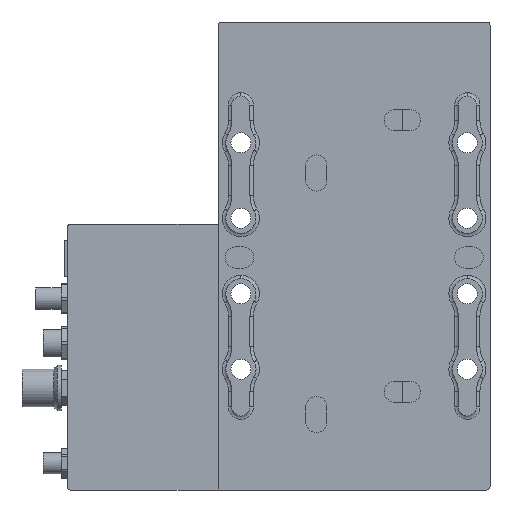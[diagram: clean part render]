
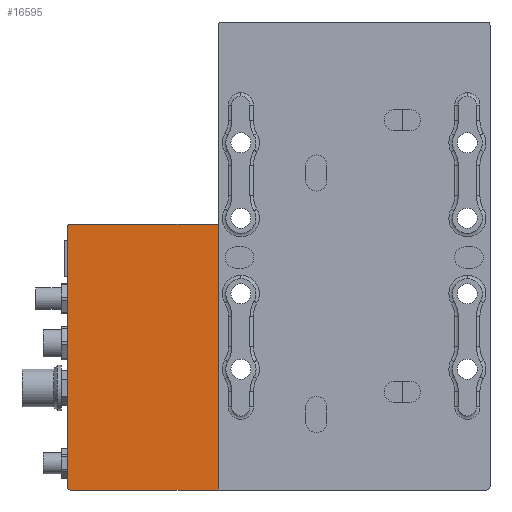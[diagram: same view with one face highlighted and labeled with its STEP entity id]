
A CAD part, front view. The second image highlights one B-rep face of the part: STEP entity #16595.
In plain terms, the highlighted planar face has unit normal (0, -1, 0).
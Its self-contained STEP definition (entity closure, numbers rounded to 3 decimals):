
#107 = VERTEX_POINT ( 'NONE', #2498 ) ;
#417 = CARTESIAN_POINT ( 'NONE',  ( -94., 0.5, 9.5 ) ) ;
#508 = DIRECTION ( 'NONE',  ( 0., -1., 0. ) ) ;
#1928 = CARTESIAN_POINT ( 'NONE',  ( -95., 0.5, 10.5 ) ) ;
#2237 = CARTESIAN_POINT ( 'NONE',  ( -95., 0.5, 10.5 ) ) ;
#2423 = VERTEX_POINT ( 'NONE', #5590 ) ;
#2498 = CARTESIAN_POINT ( 'NONE',  ( -94., 0.5, 10.5 ) ) ;
#3185 = EDGE_CURVE ( 'NONE', #13971, #107, #10327, .T. ) ;
#3751 = CARTESIAN_POINT ( 'NONE',  ( -95., 0.5, -77.5 ) ) ;
#4531 = LINE ( 'NONE', #16925, #12913 ) ;
#5491 = PLANE ( 'NONE',  #15795 ) ;
#5590 = CARTESIAN_POINT ( 'NONE',  ( -95., 0.5, 9.5 ) ) ;
#5603 = CARTESIAN_POINT ( 'NONE',  ( -94., 0.5, -77.5 ) ) ;
#6690 = CARTESIAN_POINT ( 'NONE',  ( -45., 0.5, 10.5 ) ) ;
#7955 = DIRECTION ( 'NONE',  ( 0., 0., -1. ) ) ;
#8015 = EDGE_CURVE ( 'NONE', #10624, #11570, #16340, .T. ) ;
#8670 = VECTOR ( 'NONE', #13838, 1000. ) ;
#8799 = EDGE_CURVE ( 'NONE', #107, #2423, #15177, .T. ) ;
#8901 = EDGE_CURVE ( 'NONE', #10746, #11570, #17137, .T. ) ;
#9582 = VECTOR ( 'NONE', #11622, 1000. ) ;
#9612 = AXIS2_PLACEMENT_3D ( 'NONE', #417, #15985, #9827 ) ;
#9827 = DIRECTION ( 'NONE',  ( 1., 0., 0. ) ) ;
#10226 = EDGE_CURVE ( 'NONE', #2423, #10746, #12595, .T. ) ;
#10317 = ORIENTED_EDGE ( 'NONE', *, *, #10941, .F. ) ;
#10327 = LINE ( 'NONE', #18415, #8670 ) ;
#10520 = ORIENTED_EDGE ( 'NONE', *, *, #8015, .F. ) ;
#10624 = VERTEX_POINT ( 'NONE', #15136 ) ;
#10746 = VERTEX_POINT ( 'NONE', #16426 ) ;
#10941 = EDGE_CURVE ( 'NONE', #13971, #10624, #4531, .T. ) ;
#11488 = EDGE_LOOP ( 'NONE', ( #16671, #12481, #10520, #10317, #19857, #19088 ) ) ;
#11570 = VERTEX_POINT ( 'NONE', #5603 ) ;
#11622 = DIRECTION ( 'NONE',  ( -1., 0., 0. ) ) ;
#11861 = FACE_OUTER_BOUND ( 'NONE', #11488, .T. ) ;
#12481 = ORIENTED_EDGE ( 'NONE', *, *, #8901, .T. ) ;
#12595 = LINE ( 'NONE', #1928, #17134 ) ;
#12913 = VECTOR ( 'NONE', #18749, 1000. ) ;
#13602 = DIRECTION ( 'NONE',  ( 0., -1., 0. ) ) ;
#13838 = DIRECTION ( 'NONE',  ( -1., 0., 0. ) ) ;
#13971 = VERTEX_POINT ( 'NONE', #6690 ) ;
#15136 = CARTESIAN_POINT ( 'NONE',  ( -45., 0.5, -77.5 ) ) ;
#15177 = CIRCLE ( 'NONE', #9612, 1. ) ;
#15795 = AXIS2_PLACEMENT_3D ( 'NONE', #2237, #13602, #16373 ) ;
#15985 = DIRECTION ( 'NONE',  ( 0., -1., 0. ) ) ;
#16340 = LINE ( 'NONE', #3751, #9582 ) ;
#16373 = DIRECTION ( 'NONE',  ( 1., 0., 0. ) ) ;
#16426 = CARTESIAN_POINT ( 'NONE',  ( -95., 0.5, -76.5 ) ) ;
#16595 = ADVANCED_FACE ( 'NONE', ( #11861 ), #5491, .T. ) ;
#16671 = ORIENTED_EDGE ( 'NONE', *, *, #10226, .T. ) ;
#16925 = CARTESIAN_POINT ( 'NONE',  ( -45., 0.5, 10.5 ) ) ;
#17134 = VECTOR ( 'NONE', #7955, 1000. ) ;
#17137 = CIRCLE ( 'NONE', #18757, 1. ) ;
#17905 = DIRECTION ( 'NONE',  ( 1., 0., 0. ) ) ;
#18415 = CARTESIAN_POINT ( 'NONE',  ( -95., 0.5, 10.5 ) ) ;
#18749 = DIRECTION ( 'NONE',  ( 0., 0., -1. ) ) ;
#18757 = AXIS2_PLACEMENT_3D ( 'NONE', #19422, #508, #17905 ) ;
#19088 = ORIENTED_EDGE ( 'NONE', *, *, #8799, .T. ) ;
#19422 = CARTESIAN_POINT ( 'NONE',  ( -94., 0.5, -76.5 ) ) ;
#19857 = ORIENTED_EDGE ( 'NONE', *, *, #3185, .T. ) ;
